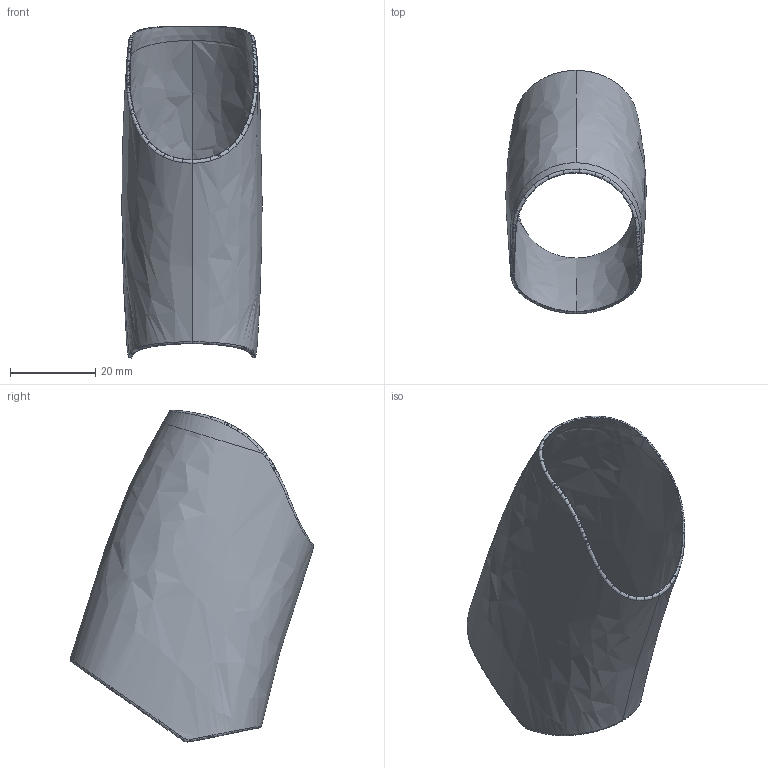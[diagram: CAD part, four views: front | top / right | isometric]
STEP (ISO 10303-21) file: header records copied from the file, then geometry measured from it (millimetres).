
FILE_DESCRIPTION(/* description */ (''),/* implementation_level */ '2;1');
FILE_NAME(/* name */ 'Grip.step',/* time_stamp */ '2023-11-16T12:56:04-06:00',/* author */ (''),/* organization */ (''),/* preprocessor_version */ 'ST-DEVELOPER v20',/* originating_system */ 'Autodesk Translation Framework v12.14.0.127',/* authorisation */ '');
FILE_SCHEMA (('AUTOMOTIVE_DESIGN { 1 0 10303 214 3 1 1 }'));
Products named in the file (1): Orca Lower V5.3
Bounding box: 32.82 x 57.03 x 77.72 mm (x, y, z)
Volume: 5828.3 mm3; surface area: 15559.6 mm2
Topology: 1 solids, 1 shells, 313 faces, 1035 edges, 722 vertices
Faces by surface type: bspline 313
Entity records: 35827 total; most frequent: CARTESIAN_POINT 28934, ORIENTED_EDGE 2070, EDGE_CURVE 1035, B_SPLINE_CURVE_WITH_KNOTS 739, VERTEX_POINT 722, DIRECTION 443, FACE_OUTER_BOUND 313, EDGE_LOOP 313
